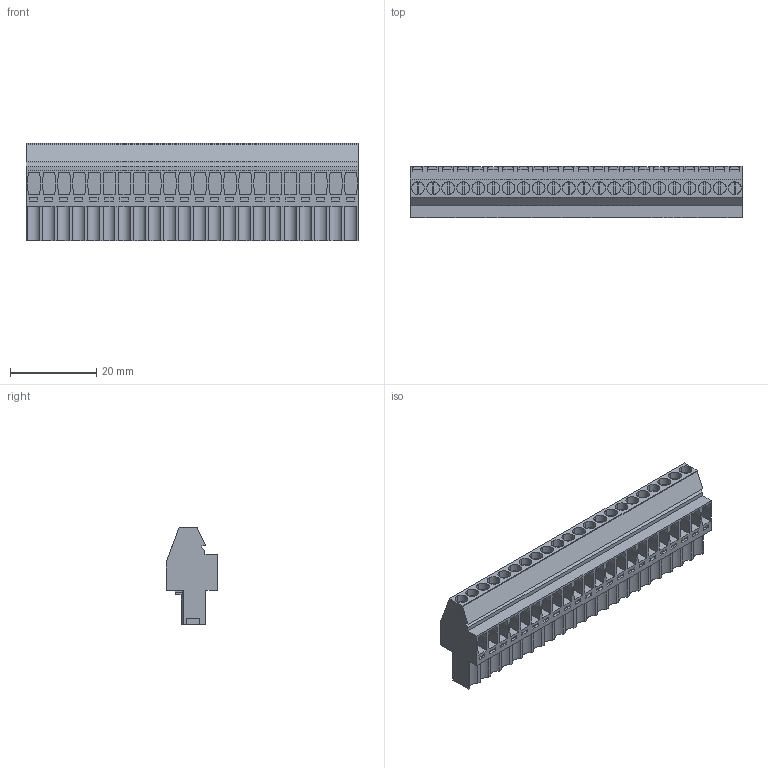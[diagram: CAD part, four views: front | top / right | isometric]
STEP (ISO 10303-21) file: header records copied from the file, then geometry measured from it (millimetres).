
FILE_DESCRIPTION(('CATIA V5 STEP Exchange','CAx-IF Rec.Pracs.--- Model Styling and Organization---1.2---2011-12-15'),'2;1');
FILE_NAME ('D1454103_0_1639670000_1639670000.stp','2017-04-20T07:28:07+00:00',('none'),('Weidmueller'),'CATIA Version 5-6 Release 2014','CATIA V5 STEP AP214','none');
FILE_SCHEMA(('AUTOMOTIVE_DESIGN { 1 0 10303 214 1 1 1 1 }'));
Length unit declared in the file: millimetre
Products named in the file (1): 1639670000
Bounding box: 77 x 11.83 x 22.6 mm (x, y, z)
Volume: 11699.1 mm3; surface area: 9047.7 mm2
Topology: 23 solids, 23 shells, 1250 faces, 3453 edges, 2337 vertices
Faces by surface type: plane 1074, cylinder 176
Entity records: 36422 total; most frequent: ORIENTED_EDGE 6906, CARTESIAN_POINT 6750, DIRECTION 4748, EDGE_CURVE 3453, VECTOR 2881, LINE 2881, VERTEX_POINT 2337, EDGE_LOOP 1338
